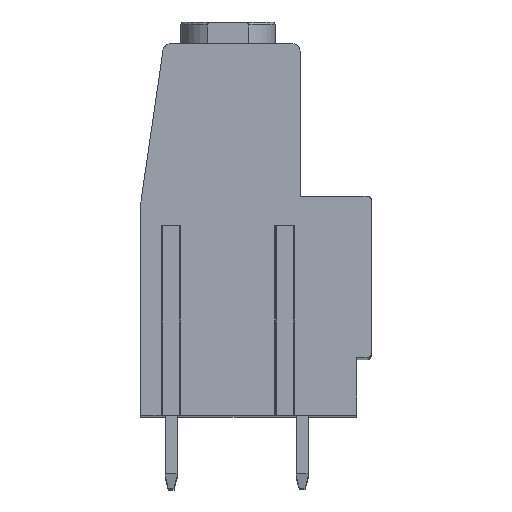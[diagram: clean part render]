
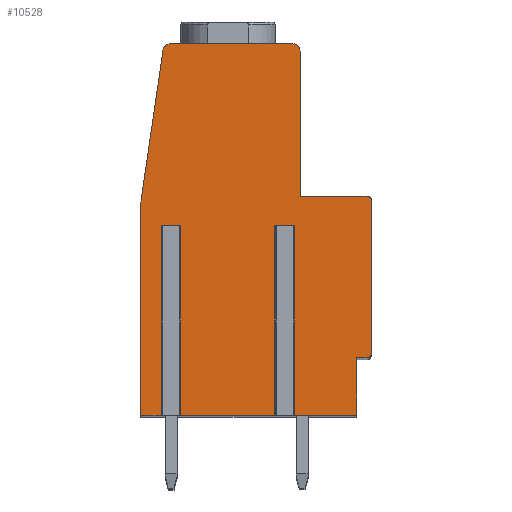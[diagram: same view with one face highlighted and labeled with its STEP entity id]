
A CAD part, top view. The second image highlights one B-rep face of the part: STEP entity #10528.
In plain terms, the highlighted planar face has unit normal (0, 0, 1).
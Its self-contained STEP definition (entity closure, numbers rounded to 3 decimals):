
#15=DIRECTION('',(1.,0.,0.));
#16=VECTOR('',#15,0.8);
#17=CARTESIAN_POINT('',(-6.226,0.25,3.175));
#18=LINE('',#17,#16);
#19=DIRECTION('',(0.,1.,0.));
#20=VECTOR('',#19,13.);
#21=CARTESIAN_POINT('',(-6.226,-12.75,3.175));
#22=LINE('',#21,#20);
#23=DIRECTION('',(-1.,0.,0.));
#24=VECTOR('',#23,1.699);
#25=CARTESIAN_POINT('',(-6.226,-12.75,3.175));
#26=LINE('',#25,#24);
#27=DIRECTION('',(0.,1.,0.));
#28=VECTOR('',#27,14.5);
#29=CARTESIAN_POINT('',(-7.925,-12.75,3.175));
#30=LINE('',#29,#28);
#31=DIRECTION('',(0.144,0.99,0.));
#32=VECTOR('',#31,10.683);
#33=CARTESIAN_POINT('',(-7.925,1.75,3.175));
#34=LINE('',#33,#32);
#35=CARTESIAN_POINT('',(-5.892,12.25,3.175));
#36=DIRECTION('',(0.,0.,-1.));
#37=DIRECTION('',(-0.99,0.144,0.));
#38=AXIS2_PLACEMENT_3D('',#35,#36,#37);
#40=CARTESIAN_POINT('',(2.525,12.25,3.175));
#41=DIRECTION('',(0.,0.,-1.));
#42=DIRECTION('',(0.,1.,0.));
#43=AXIS2_PLACEMENT_3D('',#40,#41,#42);
#45=DIRECTION('',(0.,-1.,0.));
#46=VECTOR('',#45,9.95);
#47=CARTESIAN_POINT('',(3.025,12.25,3.175));
#48=LINE('',#47,#46);
#49=DIRECTION('',(1.,0.,0.));
#50=VECTOR('',#49,4.6);
#51=CARTESIAN_POINT('',(3.025,2.3,3.175));
#52=LINE('',#51,#50);
#53=CARTESIAN_POINT('',(7.625,2.,3.175));
#54=DIRECTION('',(0.,0.,-1.));
#55=DIRECTION('',(0.,1.,0.));
#56=AXIS2_PLACEMENT_3D('',#53,#54,#55);
#58=DIRECTION('',(0.,-1.,0.));
#59=VECTOR('',#58,10.5);
#60=CARTESIAN_POINT('',(7.925,2.,3.175));
#61=LINE('',#60,#59);
#62=CARTESIAN_POINT('',(7.625,-8.5,3.175));
#63=DIRECTION('',(0.,0.,-1.));
#64=DIRECTION('',(1.,0.,0.));
#65=AXIS2_PLACEMENT_3D('',#62,#63,#64);
#67=DIRECTION('',(-1.,0.,0.));
#68=VECTOR('',#67,0.7);
#69=CARTESIAN_POINT('',(7.625,-8.8,3.175));
#70=LINE('',#69,#68);
#71=DIRECTION('',(0.,-1.,0.));
#72=VECTOR('',#71,3.95);
#73=CARTESIAN_POINT('',(6.925,-8.8,3.175));
#74=LINE('',#73,#72);
#75=DIRECTION('',(-1.,0.,0.));
#76=VECTOR('',#75,4.551);
#77=CARTESIAN_POINT('',(6.925,-12.75,3.175));
#78=LINE('',#77,#76);
#79=DIRECTION('',(0.,1.,0.));
#80=VECTOR('',#79,13.);
#81=CARTESIAN_POINT('',(2.374,-12.75,3.175));
#82=LINE('',#81,#80);
#83=DIRECTION('',(1.,0.,0.));
#84=VECTOR('',#83,0.8);
#85=CARTESIAN_POINT('',(1.574,0.25,3.175));
#86=LINE('',#85,#84);
#87=DIRECTION('',(0.,1.,0.));
#88=VECTOR('',#87,13.);
#89=CARTESIAN_POINT('',(1.574,-12.75,3.175));
#90=LINE('',#89,#88);
#91=DIRECTION('',(-1.,0.,0.));
#92=VECTOR('',#91,7.);
#93=CARTESIAN_POINT('',(1.574,-12.75,3.175));
#94=LINE('',#93,#92);
#95=DIRECTION('',(0.,1.,0.));
#96=VECTOR('',#95,13.);
#97=CARTESIAN_POINT('',(-5.426,-12.75,3.175));
#98=LINE('',#97,#96);
#1871=DIRECTION('',(-1.,0.,0.));
#1872=VECTOR('',#1871,8.417);
#1873=CARTESIAN_POINT('',(2.525,12.75,3.175));
#1874=LINE('',#1873,#1872);
#8235=CARTESIAN_POINT('',(6.925,-8.8,3.175));
#8236=CARTESIAN_POINT('',(6.925,-12.75,3.175));
#8237=VERTEX_POINT('',#8235);
#8238=VERTEX_POINT('',#8236);
#8239=CARTESIAN_POINT('',(7.625,-8.8,3.175));
#8240=VERTEX_POINT('',#8239);
#8241=CARTESIAN_POINT('',(7.925,-8.5,3.175));
#8242=VERTEX_POINT('',#8241);
#8243=CARTESIAN_POINT('',(7.925,2.,3.175));
#8244=VERTEX_POINT('',#8243);
#8245=CARTESIAN_POINT('',(7.625,2.3,3.175));
#8246=VERTEX_POINT('',#8245);
#8247=CARTESIAN_POINT('',(3.025,2.3,3.175));
#8248=VERTEX_POINT('',#8247);
#8249=CARTESIAN_POINT('',(3.025,12.25,3.175));
#8250=VERTEX_POINT('',#8249);
#8251=CARTESIAN_POINT('',(2.525,12.75,3.175));
#8252=VERTEX_POINT('',#8251);
#8253=CARTESIAN_POINT('',(-6.387,12.322,3.175));
#8254=CARTESIAN_POINT('',(-5.892,12.75,3.175));
#8255=VERTEX_POINT('',#8253);
#8256=VERTEX_POINT('',#8254);
#8257=CARTESIAN_POINT('',(-7.925,1.75,3.175));
#8258=VERTEX_POINT('',#8257);
#8259=CARTESIAN_POINT('',(-7.925,-12.75,3.175));
#8260=VERTEX_POINT('',#8259);
#8319=CARTESIAN_POINT('',(-6.226,0.25,3.175));
#8320=CARTESIAN_POINT('',(-5.426,0.25,3.175));
#8321=VERTEX_POINT('',#8319);
#8322=VERTEX_POINT('',#8320);
#8323=CARTESIAN_POINT('',(1.574,0.25,3.175));
#8324=CARTESIAN_POINT('',(2.374,0.25,3.175));
#8325=VERTEX_POINT('',#8323);
#8326=VERTEX_POINT('',#8324);
#8327=CARTESIAN_POINT('',(-5.426,-12.75,3.175));
#8328=VERTEX_POINT('',#8327);
#8329=CARTESIAN_POINT('',(-6.226,-12.75,3.175));
#8330=VERTEX_POINT('',#8329);
#8331=CARTESIAN_POINT('',(1.574,-12.75,3.175));
#8332=VERTEX_POINT('',#8331);
#8333=CARTESIAN_POINT('',(2.374,-12.75,3.175));
#8334=VERTEX_POINT('',#8333);
#10479=CARTESIAN_POINT('',(0.,0.,3.175));
#10480=DIRECTION('',(0.,0.,1.));
#10481=DIRECTION('',(1.,0.,0.));
#10482=AXIS2_PLACEMENT_3D('',#10479,#10480,#10481);
#10483=PLANE('',#10482);
#10485=ORIENTED_EDGE('',*,*,#10484,.F.);
#10487=ORIENTED_EDGE('',*,*,#10486,.F.);
#10489=ORIENTED_EDGE('',*,*,#10488,.T.);
#10491=ORIENTED_EDGE('',*,*,#10490,.T.);
#10493=ORIENTED_EDGE('',*,*,#10492,.T.);
#10495=ORIENTED_EDGE('',*,*,#10494,.T.);
#10497=ORIENTED_EDGE('',*,*,#10496,.F.);
#10499=ORIENTED_EDGE('',*,*,#10498,.T.);
#10501=ORIENTED_EDGE('',*,*,#10500,.T.);
#10503=ORIENTED_EDGE('',*,*,#10502,.T.);
#10505=ORIENTED_EDGE('',*,*,#10504,.T.);
#10507=ORIENTED_EDGE('',*,*,#10506,.T.);
#10509=ORIENTED_EDGE('',*,*,#10508,.T.);
#10511=ORIENTED_EDGE('',*,*,#10510,.T.);
#10513=ORIENTED_EDGE('',*,*,#10512,.T.);
#10515=ORIENTED_EDGE('',*,*,#10514,.T.);
#10517=ORIENTED_EDGE('',*,*,#10516,.T.);
#10519=ORIENTED_EDGE('',*,*,#10518,.F.);
#10521=ORIENTED_EDGE('',*,*,#10520,.F.);
#10523=ORIENTED_EDGE('',*,*,#10522,.T.);
#10525=ORIENTED_EDGE('',*,*,#10524,.T.);
#10526=EDGE_LOOP('',(#10485,#10487,#10489,#10491,#10493,#10495,#10497,#10499,
#10501,#10503,#10505,#10507,#10509,#10511,#10513,#10515,#10517,#10519,#10521,
#10523,#10525));
#10527=FACE_OUTER_BOUND('',#10526,.F.);
#39=CIRCLE('',#38,0.5);
#44=CIRCLE('',#43,0.5);
#57=CIRCLE('',#56,0.3);
#66=CIRCLE('',#65,0.3);
#10484=EDGE_CURVE('',#8321,#8322,#18,.T.);
#10486=EDGE_CURVE('',#8330,#8321,#22,.T.);
#10488=EDGE_CURVE('',#8330,#8260,#26,.T.);
#10490=EDGE_CURVE('',#8260,#8258,#30,.T.);
#10492=EDGE_CURVE('',#8258,#8255,#34,.T.);
#10494=EDGE_CURVE('',#8255,#8256,#39,.T.);
#10496=EDGE_CURVE('',#8252,#8256,#1874,.T.);
#10498=EDGE_CURVE('',#8252,#8250,#44,.T.);
#10500=EDGE_CURVE('',#8250,#8248,#48,.T.);
#10502=EDGE_CURVE('',#8248,#8246,#52,.T.);
#10504=EDGE_CURVE('',#8246,#8244,#57,.T.);
#10506=EDGE_CURVE('',#8244,#8242,#61,.T.);
#10508=EDGE_CURVE('',#8242,#8240,#66,.T.);
#10510=EDGE_CURVE('',#8240,#8237,#70,.T.);
#10512=EDGE_CURVE('',#8237,#8238,#74,.T.);
#10514=EDGE_CURVE('',#8238,#8334,#78,.T.);
#10516=EDGE_CURVE('',#8334,#8326,#82,.T.);
#10518=EDGE_CURVE('',#8325,#8326,#86,.T.);
#10520=EDGE_CURVE('',#8332,#8325,#90,.T.);
#10522=EDGE_CURVE('',#8332,#8328,#94,.T.);
#10524=EDGE_CURVE('',#8328,#8322,#98,.T.);
#10528=ADVANCED_FACE('',(#10527),#10483,.T.);
